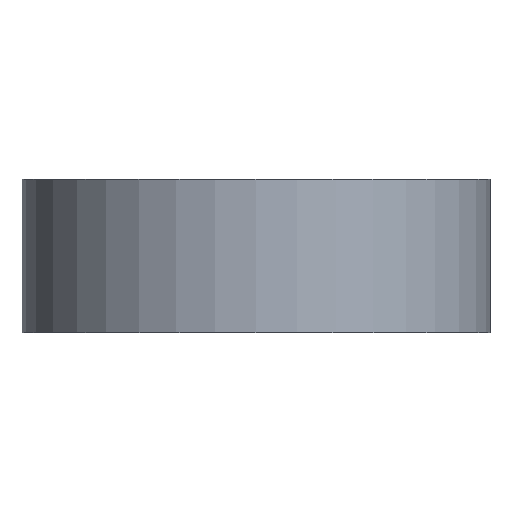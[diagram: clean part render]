
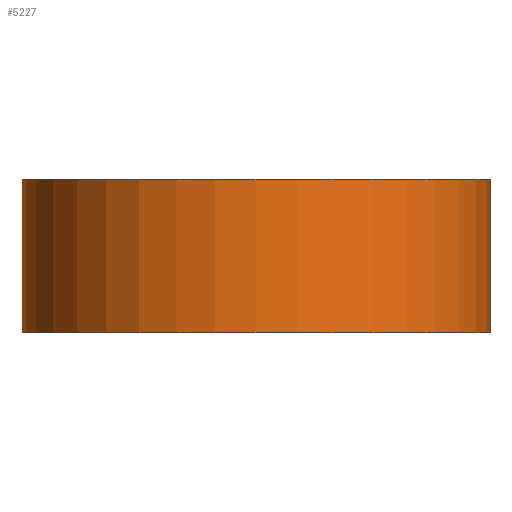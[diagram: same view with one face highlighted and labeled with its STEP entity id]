
A CAD part, front view. The second image highlights one B-rep face of the part: STEP entity #5227.
In plain terms, the highlighted cylindrical face has radius 14 mm (diameter 28 mm), a partial arc.
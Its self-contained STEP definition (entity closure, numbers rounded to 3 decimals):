
#398 = AXIS2_PLACEMENT_3D ( 'NONE', #2938, #6772, #1254 ) ;
#437 = CIRCLE ( 'NONE', #2594, 14. ) ;
#673 = EDGE_CURVE ( 'NONE', #4463, #3049, #993, .T. ) ;
#757 = VECTOR ( 'NONE', #1681, 1000. ) ;
#911 = DIRECTION ( 'NONE',  ( 0., 0., 1. ) ) ;
#993 = LINE ( 'NONE', #4989, #1244 ) ;
#1185 = CARTESIAN_POINT ( 'NONE',  ( -22.024, -11.2, 9.2 ) ) ;
#1244 = VECTOR ( 'NONE', #2242, 1000. ) ;
#1254 = DIRECTION ( 'NONE',  ( -1., 0., 0. ) ) ;
#1614 = EDGE_LOOP ( 'NONE', ( #3226, #4821, #5290, #2846 ) ) ;
#1681 = DIRECTION ( 'NONE',  ( 0., 0., -1. ) ) ;
#1762 = DIRECTION ( 'NONE',  ( 0., 0., -1. ) ) ;
#1785 = VERTEX_POINT ( 'NONE', #3094 ) ;
#1884 = FACE_OUTER_BOUND ( 'NONE', #1614, .T. ) ;
#1989 = AXIS2_PLACEMENT_3D ( 'NONE', #5061, #1762, #5042 ) ;
#2242 = DIRECTION ( 'NONE',  ( 0., 0., -1. ) ) ;
#2296 = CARTESIAN_POINT ( 'NONE',  ( 5.976, -11.2, 9.2 ) ) ;
#2594 = AXIS2_PLACEMENT_3D ( 'NONE', #3684, #911, #4781 ) ;
#2846 = ORIENTED_EDGE ( 'NONE', *, *, #5793, .T. ) ;
#2938 = CARTESIAN_POINT ( 'NONE',  ( -8.024, -11.2, 9.2 ) ) ;
#3049 = VERTEX_POINT ( 'NONE', #6506 ) ;
#3094 = CARTESIAN_POINT ( 'NONE',  ( 5.976, -11.2, 0. ) ) ;
#3109 = VERTEX_POINT ( 'NONE', #2296 ) ;
#3226 = ORIENTED_EDGE ( 'NONE', *, *, #5219, .F. ) ;
#3684 = CARTESIAN_POINT ( 'NONE',  ( -8.024, -11.2, 0. ) ) ;
#4136 = LINE ( 'NONE', #6523, #757 ) ;
#4463 = VERTEX_POINT ( 'NONE', #1185 ) ;
#4781 = DIRECTION ( 'NONE',  ( -1., 0., 0. ) ) ;
#4821 = ORIENTED_EDGE ( 'NONE', *, *, #5326, .T. ) ;
#4989 = CARTESIAN_POINT ( 'NONE',  ( -22.024, -11.2, 9.2 ) ) ;
#5042 = DIRECTION ( 'NONE',  ( -1., 0., 0. ) ) ;
#5061 = CARTESIAN_POINT ( 'NONE',  ( -8.024, -11.2, 9.2 ) ) ;
#5219 = EDGE_CURVE ( 'NONE', #3109, #1785, #4136, .T. ) ;
#5227 = ADVANCED_FACE ( 'NONE', ( #1884 ), #6006, .T. ) ;
#5290 = ORIENTED_EDGE ( 'NONE', *, *, #673, .T. ) ;
#5326 = EDGE_CURVE ( 'NONE', #3109, #4463, #5668, .T. ) ;
#5668 = CIRCLE ( 'NONE', #398, 14. ) ;
#5793 = EDGE_CURVE ( 'NONE', #3049, #1785, #437, .T. ) ;
#6006 = CYLINDRICAL_SURFACE ( 'NONE', #1989, 14. ) ;
#6506 = CARTESIAN_POINT ( 'NONE',  ( -22.024, -11.2, 0. ) ) ;
#6523 = CARTESIAN_POINT ( 'NONE',  ( 5.976, -11.2, 9.2 ) ) ;
#6772 = DIRECTION ( 'NONE',  ( 0., 0., -1. ) ) ;
